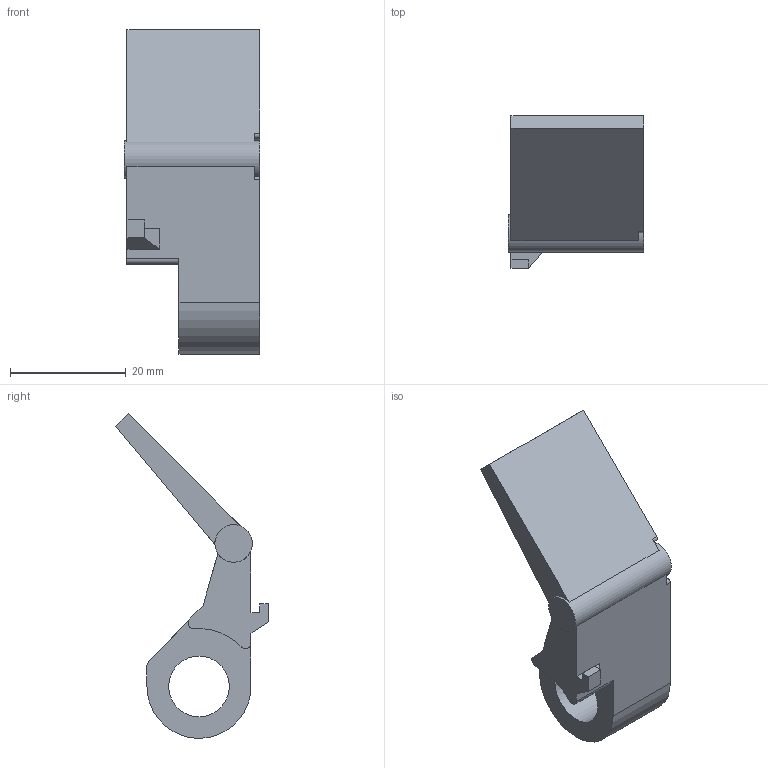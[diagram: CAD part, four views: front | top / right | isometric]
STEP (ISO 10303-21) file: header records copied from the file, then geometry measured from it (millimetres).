
FILE_DESCRIPTION(/* description */ ('STEP AP203'),/* implementation_level */ '2;1');
FILE_NAME(/* name */ 'hand-finger-left-x2 v2.step',/* time_stamp */ '2025-06-13T17:15:59-07:00',/* author */ (''),/* organization */ (''),/* preprocessor_version */ 'ST-DEVELOPER v20.1',/* originating_system */ 'Autodesk Translation Framework v14.10.0.0',/* authorisation */ '');
FILE_SCHEMA (('AUTOMOTIVE_DESIGN { 1 0 10303 214 3 1 1 }'));
Length unit declared in the file: millimetre
Products named in the file (1): hand-finger-left-x2
Bounding box: 23.5 x 26.41 x 56.21 mm (x, y, z)
Volume: 8565.2 mm3; surface area: 4388 mm2
Topology: 1 solids, 1 shells, 36 faces, 98 edges, 65 vertices
Faces by surface type: plane 23, cylinder 13
Full cylindrical faces by diameter (mm): 6.5 x1, 10.5 x1
Entity records: 1183 total; most frequent: DIRECTION 204, CARTESIAN_POINT 200, ORIENTED_EDGE 196, EDGE_CURVE 98, AXIS2_PLACEMENT_3D 69, LINE 66, VECTOR 66, VERTEX_POINT 65
